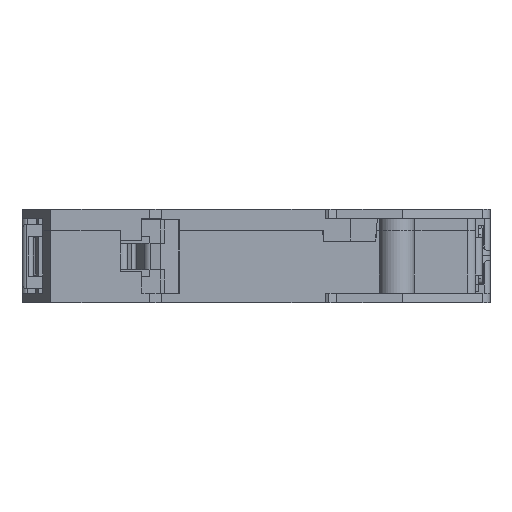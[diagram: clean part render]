
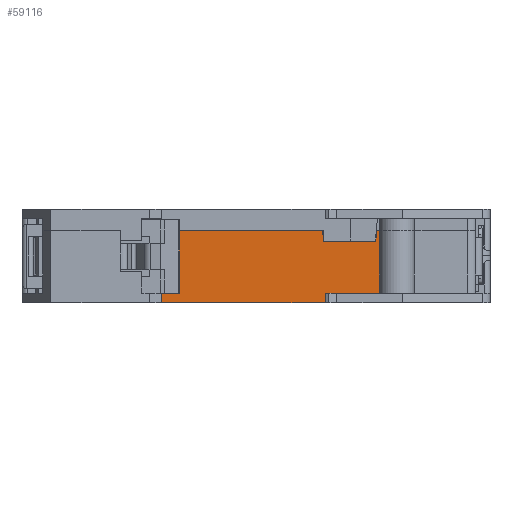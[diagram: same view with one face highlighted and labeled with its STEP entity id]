
A CAD part, front view. The second image highlights one B-rep face of the part: STEP entity #59116.
In plain terms, the highlighted planar face has unit normal (0, -1, 0).
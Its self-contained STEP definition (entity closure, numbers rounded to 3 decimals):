
#46507=DIRECTION('',(1.,0.,0.));
#46508=VECTOR('',#46507,2.507);
#46509=CARTESIAN_POINT('',(15.193,-42.5,-13.6));
#46510=LINE('',#46509,#46508);
#48174=DIRECTION('',(0.,0.,1.));
#48175=VECTOR('',#48174,11.8);
#48176=CARTESIAN_POINT('',(23.672,-42.5,-11.8));
#48177=LINE('',#48176,#48175);
#48954=DIRECTION('',(1.,0.,0.));
#48955=VECTOR('',#48954,9.8);
#48956=CARTESIAN_POINT('',(12.7,-42.5,-2.1));
#48957=LINE('',#48956,#48955);
#48961=DIRECTION('',(0.087,0.,0.996));
#48962=VECTOR('',#48961,2.108);
#48963=CARTESIAN_POINT('',(22.5,-42.5,-2.1));
#48964=LINE('',#48963,#48962);
#48968=DIRECTION('',(1.,0.,0.));
#48969=VECTOR('',#48968,0.988);
#48970=CARTESIAN_POINT('',(22.684,-42.5,0.));
#48971=LINE('',#48970,#48969);
#48975=DIRECTION('',(-1.,0.,0.));
#48976=VECTOR('',#48975,5.972);
#48977=CARTESIAN_POINT('',(23.672,-42.5,-11.8));
#48978=LINE('',#48977,#48976);
#48982=DIRECTION('',(0.,0.,-1.));
#48983=VECTOR('',#48982,1.8);
#48984=CARTESIAN_POINT('',(17.7,-42.5,-11.8));
#48985=LINE('',#48984,#48983);
#48989=DIRECTION('',(0.,0.,-1.));
#48990=VECTOR('',#48989,1.8);
#48991=CARTESIAN_POINT('',(13.007,-42.5,-11.8));
#48992=LINE('',#48991,#48990);
#48996=DIRECTION('',(-1.,0.,0.));
#48997=VECTOR('',#48996,30.807);
#48998=CARTESIAN_POINT('',(13.007,-42.5,-13.6));
#48999=LINE('',#48998,#48997);
#49003=DIRECTION('',(0.,0.,1.));
#49004=VECTOR('',#49003,13.6);
#49005=CARTESIAN_POINT('',(-17.8,-42.5,-13.6));
#49006=LINE('',#49005,#49004);
#49010=DIRECTION('',(1.,0.,0.));
#49011=VECTOR('',#49010,30.316);
#49012=CARTESIAN_POINT('',(-17.8,-42.5,0.));
#49013=LINE('',#49012,#49011);
#49017=DIRECTION('',(0.087,0.,-0.996));
#49018=VECTOR('',#49017,2.108);
#49019=CARTESIAN_POINT('',(12.516,-42.5,0.));
#49020=LINE('',#49019,#49018);
#49164=DIRECTION('',(0.,0.,-1.));
#49165=VECTOR('',#49164,1.8);
#49166=CARTESIAN_POINT('',(15.193,-42.5,-11.8));
#49167=LINE('',#49166,#49165);
#49171=DIRECTION('',(1.,0.,0.));
#49172=VECTOR('',#49171,2.186);
#49173=CARTESIAN_POINT('',(13.007,-42.5,-11.8));
#49174=LINE('',#49173,#49172);
#54089=CARTESIAN_POINT('',(23.672,-42.5,0.));
#54090=VERTEX_POINT('',#54089);
#54091=CARTESIAN_POINT('',(22.684,-42.5,0.));
#54092=VERTEX_POINT('',#54091);
#54109=CARTESIAN_POINT('',(12.516,-42.5,0.));
#54110=VERTEX_POINT('',#54109);
#54111=CARTESIAN_POINT('',(-17.8,-42.5,0.));
#54112=VERTEX_POINT('',#54111);
#54443=CARTESIAN_POINT('',(-17.8,-42.5,-13.6));
#54444=VERTEX_POINT('',#54443);
#54445=CARTESIAN_POINT('',(13.007,-42.5,-13.6));
#54446=VERTEX_POINT('',#54445);
#54449=CARTESIAN_POINT('',(15.193,-42.5,-13.6));
#54450=VERTEX_POINT('',#54449);
#54451=CARTESIAN_POINT('',(17.7,-42.5,-13.6));
#54452=VERTEX_POINT('',#54451);
#54786=CARTESIAN_POINT('',(23.672,-42.5,-11.8));
#54787=VERTEX_POINT('',#54786);
#54794=CARTESIAN_POINT('',(17.7,-42.5,-11.8));
#54795=VERTEX_POINT('',#54794);
#54883=CARTESIAN_POINT('',(12.7,-42.5,-2.1));
#54884=CARTESIAN_POINT('',(22.5,-42.5,-2.1));
#54885=VERTEX_POINT('',#54883);
#54886=VERTEX_POINT('',#54884);
#54887=CARTESIAN_POINT('',(15.193,-42.5,-11.8));
#54888=VERTEX_POINT('',#54887);
#54889=CARTESIAN_POINT('',(13.007,-42.5,-11.8));
#54890=VERTEX_POINT('',#54889);
#59088=CARTESIAN_POINT('',(-17.8,-42.5,0.));
#59089=DIRECTION('',(0.,-1.,0.));
#59090=DIRECTION('',(1.,0.,0.));
#59091=AXIS2_PLACEMENT_3D('',#59088,#59089,#59090);
#59092=PLANE('',#59091);
#59094=ORIENTED_EDGE('',*,*,#59093,.T.);
#59096=ORIENTED_EDGE('',*,*,#59095,.T.);
#59097=ORIENTED_EDGE('',*,*,#55737,.T.);
#59098=ORIENTED_EDGE('',*,*,#58171,.F.);
#59099=ORIENTED_EDGE('',*,*,#58205,.T.);
#59100=ORIENTED_EDGE('',*,*,#59076,.T.);
#59101=ORIENTED_EDGE('',*,*,#56777,.F.);
#59103=ORIENTED_EDGE('',*,*,#59102,.F.);
#59105=ORIENTED_EDGE('',*,*,#59104,.F.);
#59107=ORIENTED_EDGE('',*,*,#59106,.T.);
#59108=ORIENTED_EDGE('',*,*,#56771,.T.);
#59110=ORIENTED_EDGE('',*,*,#59109,.T.);
#59111=ORIENTED_EDGE('',*,*,#55757,.T.);
#59113=ORIENTED_EDGE('',*,*,#59112,.T.);
#59114=EDGE_LOOP('',(#59094,#59096,#59097,#59098,#59099,#59100,#59101,#59103,
#59105,#59107,#59108,#59110,#59111,#59113));
#59115=FACE_OUTER_BOUND('',#59114,.F.);
#55737=EDGE_CURVE('',#54092,#54090,#48971,.T.);
#55757=EDGE_CURVE('',#54112,#54110,#49013,.T.);
#56771=EDGE_CURVE('',#54446,#54444,#48999,.T.);
#56777=EDGE_CURVE('',#54450,#54452,#46510,.T.);
#58171=EDGE_CURVE('',#54787,#54090,#48177,.T.);
#58205=EDGE_CURVE('',#54787,#54795,#48978,.T.);
#59076=EDGE_CURVE('',#54795,#54452,#48985,.T.);
#59093=EDGE_CURVE('',#54885,#54886,#48957,.T.);
#59095=EDGE_CURVE('',#54886,#54092,#48964,.T.);
#59102=EDGE_CURVE('',#54888,#54450,#49167,.T.);
#59104=EDGE_CURVE('',#54890,#54888,#49174,.T.);
#59106=EDGE_CURVE('',#54890,#54446,#48992,.T.);
#59109=EDGE_CURVE('',#54444,#54112,#49006,.T.);
#59112=EDGE_CURVE('',#54110,#54885,#49020,.T.);
#59116=ADVANCED_FACE('',(#59115),#59092,.T.);
